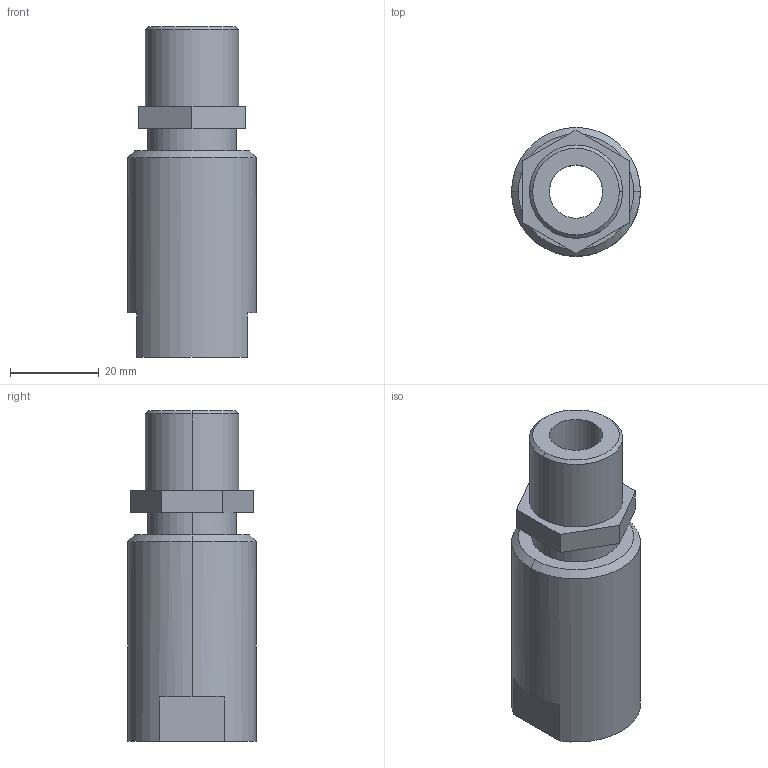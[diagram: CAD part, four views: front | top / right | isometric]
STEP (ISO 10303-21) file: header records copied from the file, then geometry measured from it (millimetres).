
FILE_DESCRIPTION (( 'STEP AP214' ), '1' );
FILE_NAME ('RK14A.STEP', '2020-07-24T03:38:25', ( 'admin321' ), ( '' ), 'SwSTEP 2.0', 'SolidWorks 2014', '' );
FILE_SCHEMA (( 'AUTOMOTIVE_DESIGN' ));
Length unit declared in the file: millimetre
Products named in the file (1): RK14A
Bounding box: 29 x 29 x 74.5 mm (x, y, z)
Volume: 28467.7 mm3; surface area: 10654.8 mm2
Topology: 1 solids, 1 shells, 33 faces, 74 edges, 46 vertices
Faces by surface type: plane 15, cylinder 10, cone 8
Entity records: 978 total; most frequent: DIRECTION 172, CARTESIAN_POINT 154, ORIENTED_EDGE 148, EDGE_CURVE 74, AXIS2_PLACEMENT_3D 64, VERTEX_POINT 46, VECTOR 44, LINE 44
